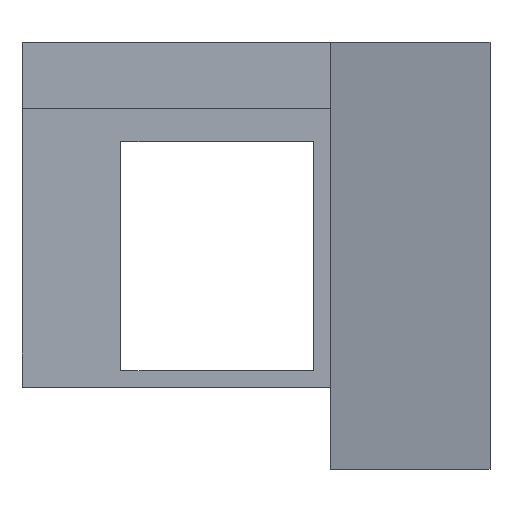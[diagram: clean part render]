
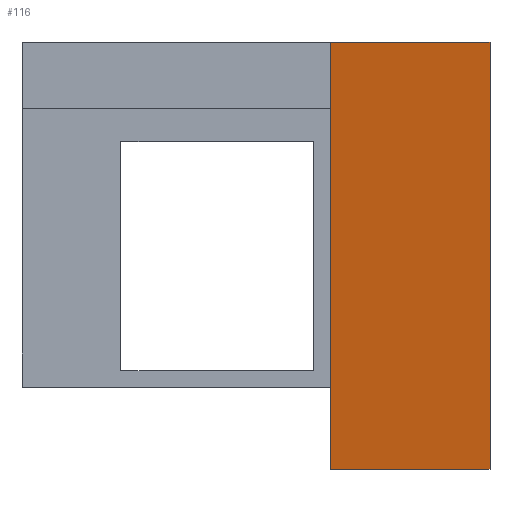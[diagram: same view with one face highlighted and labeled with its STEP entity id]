
A CAD part, top view. The second image highlights one B-rep face of the part: STEP entity #116.
In plain terms, the highlighted planar face has unit normal (-0.248, 0, 0.969).
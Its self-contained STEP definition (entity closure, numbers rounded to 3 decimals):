
#116=ADVANCED_FACE('',(#336),#338,.T.);
#336=FACE_BOUND('',#337,.T.);
#337=EDGE_LOOP('',(#510,#511,#512,#513,#514,#515));
#338=PLANE('',#339);
#339=AXIS2_PLACEMENT_3D('',#340,#341,#342);
#340=CARTESIAN_POINT('',(33.,-102.,-177.));
#341=DIRECTION('',(-0.248,0.,0.969));
#342=DIRECTION('',(0.,-1.,0.));
#510=ORIENTED_EDGE('',*,*,#610,.T.);
#511=ORIENTED_EDGE('',*,*,#628,.T.);
#512=ORIENTED_EDGE('',*,*,#636,.T.);
#513=ORIENTED_EDGE('',*,*,#637,.F.);
#514=ORIENTED_EDGE('',*,*,#638,.F.);
#515=ORIENTED_EDGE('',*,*,#632,.T.);
#610=EDGE_CURVE('',#673,#682,#683,.T.);
#628=EDGE_CURVE('',#682,#712,#715,.T.);
#632=EDGE_CURVE('',#718,#673,#721,.T.);
#636=EDGE_CURVE('',#712,#727,#728,.T.);
#637=EDGE_CURVE('',#729,#727,#730,.T.);
#638=EDGE_CURVE('',#718,#729,#731,.T.);
#673=VERTEX_POINT('',#782);
#682=VERTEX_POINT('',#801);
#683=LINE('',#802,#803);
#712=VERTEX_POINT('',#865);
#715=LINE('',#870,#871);
#718=VERTEX_POINT('',#877);
#721=LINE('',#884,#885);
#727=VERTEX_POINT('',#898);
#728=LINE('',#899,#900);
#729=VERTEX_POINT('',#902);
#730=LINE('',#903,#904);
#731=LINE('',#906,#907);
#782=CARTESIAN_POINT('',(33.,-107.,-177.));
#801=CARTESIAN_POINT('',(33.,-122.9,-177.));
#802=CARTESIAN_POINT('',(33.,-107.,-177.));
#803=VECTOR('',#804,1.);
#804=DIRECTION('',(0.,-1.,0.));
#865=CARTESIAN_POINT('',(33.,-127.9,-177.));
#870=CARTESIAN_POINT('',(33.,-122.9,-177.));
#871=VECTOR('',#872,1.);
#872=DIRECTION('',(0.,-1.,0.));
#877=CARTESIAN_POINT('',(33.,-102.,-177.));
#884=CARTESIAN_POINT('',(33.,-102.,-177.));
#885=VECTOR('',#886,1.);
#886=DIRECTION('',(0.,-1.,0.));
#898=CARTESIAN_POINT('',(42.687,-127.9,-174.516));
#899=CARTESIAN_POINT('',(33.,-127.9,-177.));
#900=VECTOR('',#901,1.);
#901=DIRECTION('',(0.969,0.,0.248));
#902=CARTESIAN_POINT('',(42.687,-102.,-174.516));
#903=CARTESIAN_POINT('',(42.687,-102.,-174.516));
#904=VECTOR('',#905,1.);
#905=DIRECTION('',(0.,-1.,0.));
#906=CARTESIAN_POINT('',(33.,-102.,-177.));
#907=VECTOR('',#908,1.);
#908=DIRECTION('',(0.969,0.,0.248));
